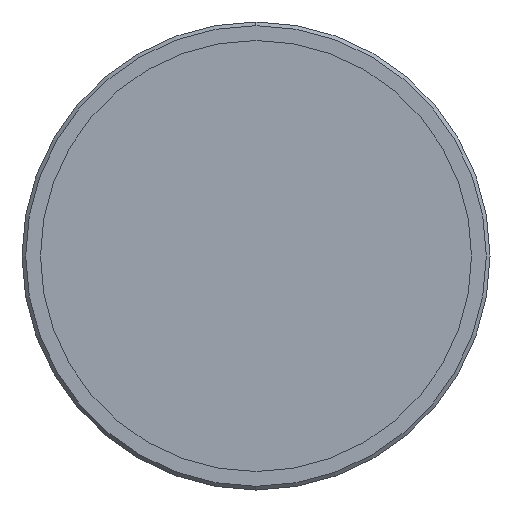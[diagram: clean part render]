
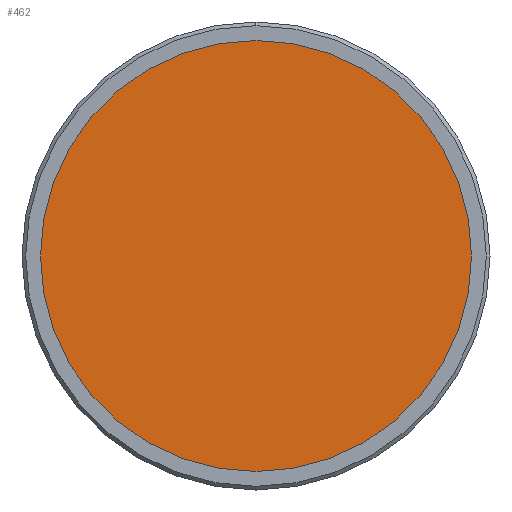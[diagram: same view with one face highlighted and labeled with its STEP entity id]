
A CAD part, left-side view. The second image highlights one B-rep face of the part: STEP entity #462.
In plain terms, the highlighted planar face has unit normal (-1, 0, 0).
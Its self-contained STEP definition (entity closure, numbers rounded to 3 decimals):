
#46 = EDGE_CURVE ( 'NONE', #563, #160, #384, .T. ) ;
#68 = CARTESIAN_POINT ( 'NONE',  ( 2.5, 0., 0. ) ) ;
#147 = CARTESIAN_POINT ( 'NONE',  ( 2.5, 0., 17.5 ) ) ;
#160 = VERTEX_POINT ( 'NONE', #147 ) ;
#166 = CARTESIAN_POINT ( 'NONE',  ( 2.5, 0., -17.5 ) ) ;
#181 = ORIENTED_EDGE ( 'NONE', *, *, #46, .T. ) ;
#208 = EDGE_LOOP ( 'NONE', ( #602, #181 ) ) ;
#260 = CARTESIAN_POINT ( 'NONE',  ( 2.5, 0., 0. ) ) ;
#315 = DIRECTION ( 'NONE',  ( -1., 0., 0. ) ) ;
#336 = AXIS2_PLACEMENT_3D ( 'NONE', #68, #544, #604 ) ;
#355 = EDGE_CURVE ( 'NONE', #160, #563, #746, .T. ) ;
#384 = CIRCLE ( 'NONE', #336, 17.5 ) ;
#386 = PLANE ( 'NONE',  #482 ) ;
#462 = ADVANCED_FACE ( 'NONE', ( #623 ), #386, .T. ) ;
#482 = AXIS2_PLACEMENT_3D ( 'NONE', #507, #673, #683 ) ;
#501 = DIRECTION ( 'NONE',  ( 0., 0., 1. ) ) ;
#507 = CARTESIAN_POINT ( 'NONE',  ( 2.5, 0., 0. ) ) ;
#544 = DIRECTION ( 'NONE',  ( -1., 0., 0. ) ) ;
#563 = VERTEX_POINT ( 'NONE', #166 ) ;
#602 = ORIENTED_EDGE ( 'NONE', *, *, #355, .T. ) ;
#604 = DIRECTION ( 'NONE',  ( 0., 0., 1. ) ) ;
#623 = FACE_OUTER_BOUND ( 'NONE', #208, .T. ) ;
#664 = AXIS2_PLACEMENT_3D ( 'NONE', #260, #315, #501 ) ;
#673 = DIRECTION ( 'NONE',  ( -1., 0., 0. ) ) ;
#683 = DIRECTION ( 'NONE',  ( 0., 0., 1. ) ) ;
#746 = CIRCLE ( 'NONE', #664, 17.5 ) ;
